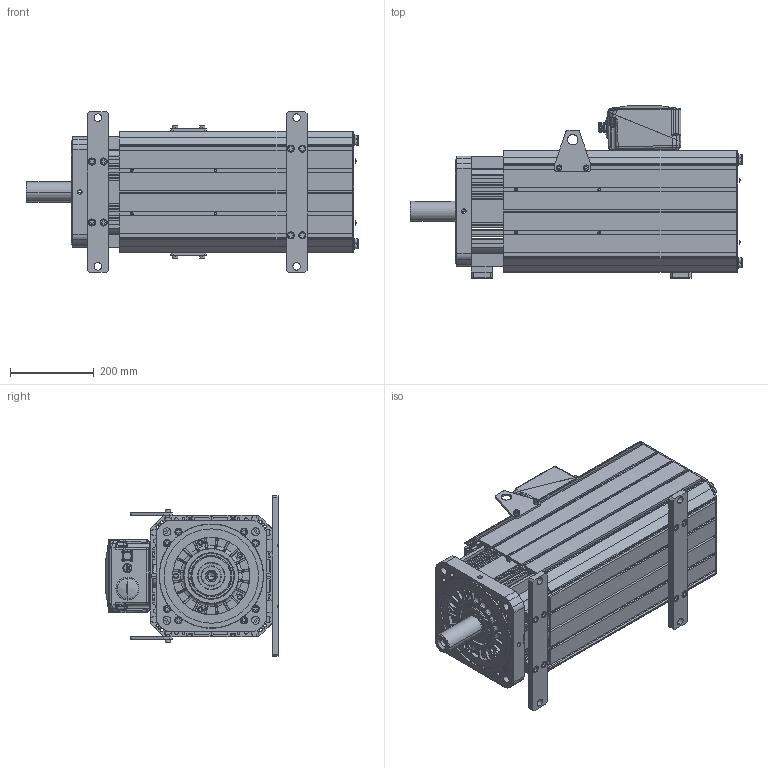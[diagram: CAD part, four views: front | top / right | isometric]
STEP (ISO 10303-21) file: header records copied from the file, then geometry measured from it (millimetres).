
FILE_DESCRIPTION((''),'2;1');
FILE_NAME('51566N-0_SW0001','2016-06-15T',('zhuanghaohui'),(''),'PRO/ENGINEER BY PARAMETRIC TECHNOLOGY CORPORATION, 2010430','PRO/ENGINEER BY PARAMETRIC TECHNOLOGY CORPORATION, 2010430','');
FILE_SCHEMA(('CONFIG_CONTROL_DESIGN'));
Products named in the file (1): 51566N-0_SW0001
Bounding box: 795.12 x 412.3 x 384.1 mm (x, y, z)
Surface area: 3553639.3 mm2 (no closed solid volume)
Topology: 0 solids, 239 shells, 2431 faces, 9250 edges, 6888 vertices
Faces by surface type: plane 1226, cylinder 660, torus 186, bspline 183, cone 156, sphere 20
Entity records: 122775 total; most frequent: CARTESIAN_POINT 47795, DIRECTION 15480, ORIENTED_EDGE 13383, EDGE_CURVE 9244, VERTEX_POINT 6888, VECTOR 5320, LINE 5320, AXIS2_PLACEMENT_3D 5080
